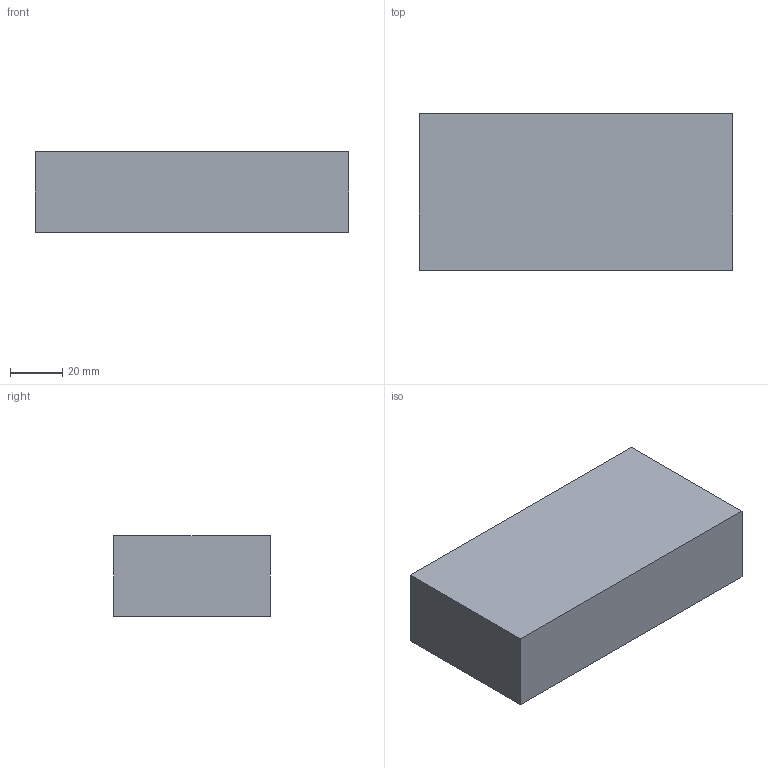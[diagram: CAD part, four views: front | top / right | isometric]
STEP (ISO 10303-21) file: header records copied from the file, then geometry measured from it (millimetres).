
FILE_DESCRIPTION(/* description */ (''),/* implementation_level */ '2;1');
FILE_NAME(/* name */ '31sj2.stp',/* time_stamp */ '2019-05-31T03:21:08+08:00',/* author */ (''),/* organization */ (''),/* preprocessor_version */ 'ST-DEVELOPER v16',/* originating_system */ 'SIEMENS PLM Software NX 10.0',/* authorisation */ '');
FILE_SCHEMA (('CONFIG_CONTROL_DESIGN'));
Length unit declared in the file: millimetre
Products named in the file (1): 31sj1
Bounding box: 120 x 60 x 30.9 mm (x, y, z)
Surface area: 71188.5 mm2
Topology: 5 solids, 5 shells, 158 faces, 388 edges, 238 vertices
Faces by surface type: cylinder 66, plane 52, torus 32, cone 8
Full cylindrical faces by diameter (mm): 3.3 x4, 4.2 x4, 9.8 x2
Entity records: 4776 total; most frequent: CARTESIAN_POINT 979, DIRECTION 838, ORIENTED_EDGE 712, EDGE_CURVE 356, AXIS2_PLACEMENT_3D 327, VERTEX_POINT 224, EDGE_LOOP 194, LINE 184
